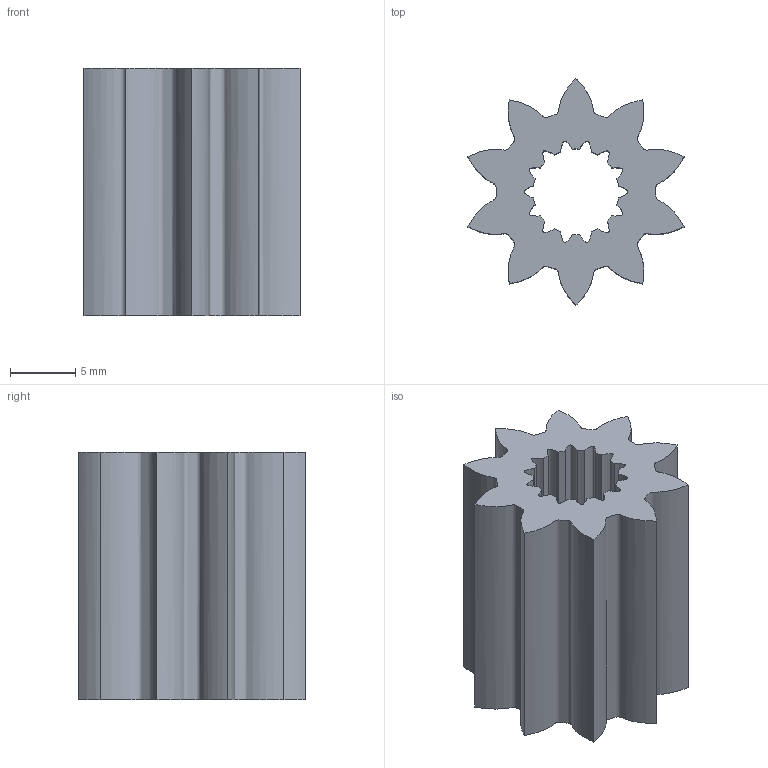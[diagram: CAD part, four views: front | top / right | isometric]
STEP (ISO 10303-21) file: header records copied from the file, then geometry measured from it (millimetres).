
FILE_DESCRIPTION (( 'STEP AP214' ), '1' );
FILE_NAME ('WCP-0491 Rev1.step', '2024-04-02T21:42:17', ( '' ), ( '' ), 'SwSTEP 2.0', 'SolidWorks 2022', '' );
FILE_SCHEMA (( 'AUTOMOTIVE_DESIGN' ));
Length unit declared in the file: inch
Products named in the file (1): WCP-0491 Rev1
Bounding box: 16.6 x 17.45 x 19.05 mm (x, y, z)
Volume: 2273.9 mm3; surface area: 2250.2 mm2
Topology: 1 solids, 1 shells, 40 faces, 114 edges, 76 vertices
Faces by surface type: bspline 24, cylinder 14, plane 2
Entity records: 5102 total; most frequent: CARTESIAN_POINT 4151, ORIENTED_EDGE 228, DIRECTION 128, EDGE_CURVE 114, VERTEX_POINT 76, B_SPLINE_CURVE_WITH_KNOTS 48, AXIS2_PLACEMENT_3D 45, EDGE_LOOP 42
